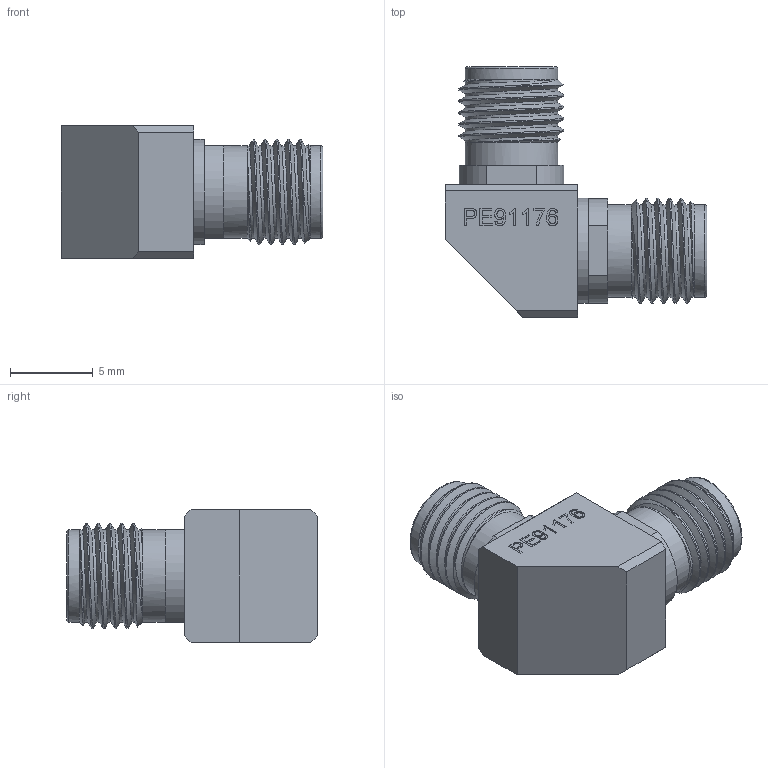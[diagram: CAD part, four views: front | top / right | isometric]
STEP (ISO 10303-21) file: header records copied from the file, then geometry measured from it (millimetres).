
FILE_DESCRIPTION (( 'STEP AP203' ), '1' );
FILE_NAME ('PE91176 ¦ FMAD1044_3D.step', '2020-08-25T17:41:58', ( '' ), ( '' ), 'SwSTEP 2.0', 'SolidWorks 2018', '' );
FILE_SCHEMA (( 'CONFIG_CONTROL_DESIGN' ));
Length unit declared in the file: inch
Products named in the file (1): PE91176 ｦ FMAD1044_3D
Bounding box: 15.8 x 15.12 x 8 mm (x, y, z)
Volume: 759.8 mm3; surface area: 770.7 mm2
Topology: 1 solids, 1 shells, 150 faces, 367 edges, 240 vertices
Faces by surface type: plane 77, bspline 47, cylinder 18, cone 6, torus 2
Full cylindrical faces by diameter (mm): 0.94 x2, 1.194 x2, 4.572 x2, 5.582 x4, 6.233 x1, 6.348 x1
Entity records: 8676 total; most frequent: CARTESIAN_POINT 5487, ORIENTED_EDGE 692, DIRECTION 485, EDGE_CURVE 346, VERTEX_POINT 235, LINE 199, VECTOR 199, EDGE_LOOP 187
